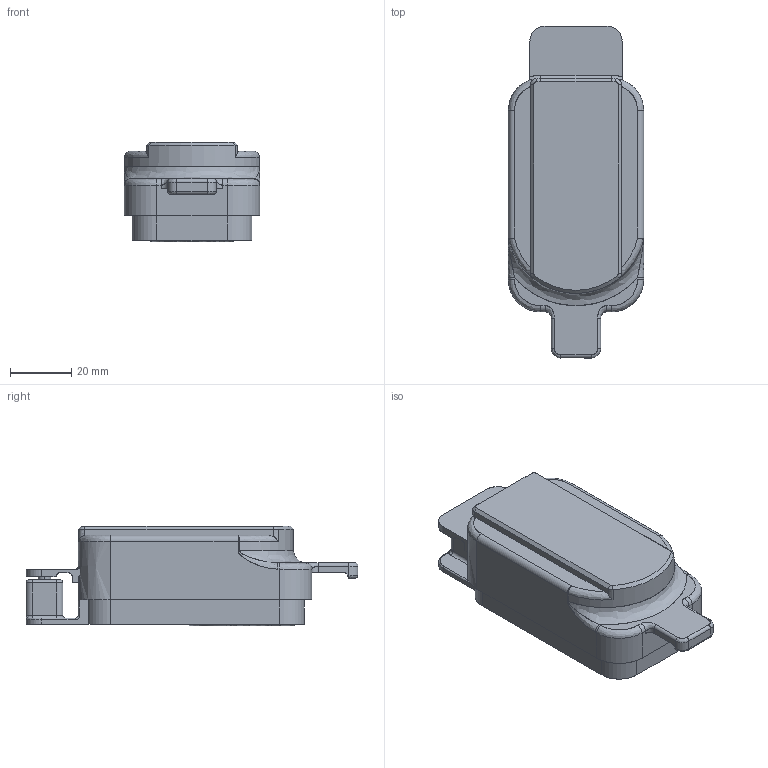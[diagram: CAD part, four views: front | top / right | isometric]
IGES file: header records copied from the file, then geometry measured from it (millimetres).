
Start section: SolidWorks IGES file using analytic representation for surfaces
Global section: file name: A-372-RC-FS-3-F.IGS; native system: SolidWorks 2014; preprocessor: SolidWorks 2014; author: 1337yo; date: 180427.125213; units: millimetre
Bounding box: 44 x 108 x 32.5 mm (x, y, z)
Surface area: 28905 mm2 (no closed solid volume)
Topology: 0 solids, 0 shells, 262 faces, 2701 edges, 2693 vertices
Faces by surface type: bspline 137, revolution 125
